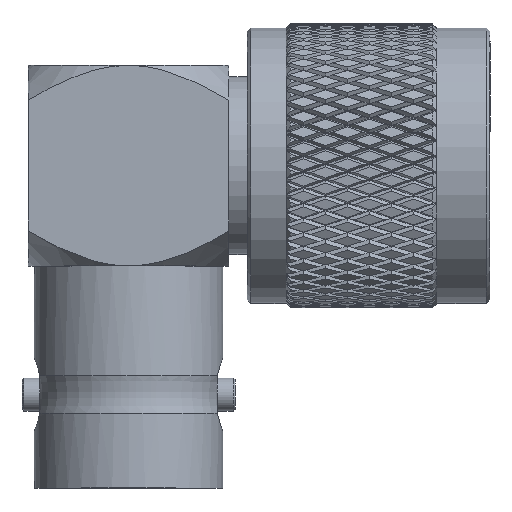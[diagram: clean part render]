
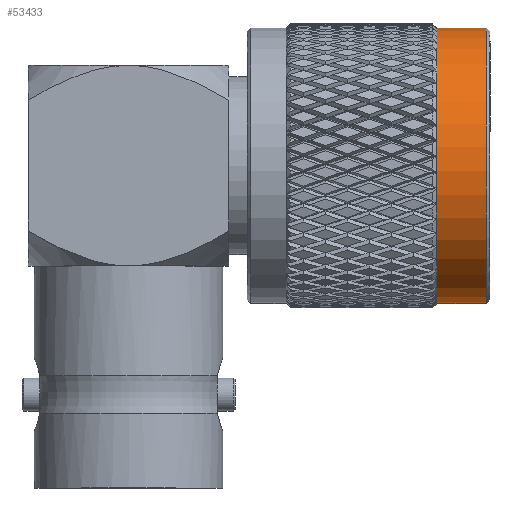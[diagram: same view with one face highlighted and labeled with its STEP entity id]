
A CAD part, top view. The second image highlights one B-rep face of the part: STEP entity #53433.
In plain terms, the highlighted cylindrical face has radius 9.857 mm (diameter 19.715 mm), a full revolution.
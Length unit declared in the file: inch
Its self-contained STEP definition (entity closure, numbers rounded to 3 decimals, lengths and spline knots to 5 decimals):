
#258 = DIRECTION ( 'NONE',  ( -1., 0., 0. ) ) ;
#843 = CIRCLE ( 'NONE', #50924, 0.38809 ) ;
#1409 = ORIENTED_EDGE ( 'NONE', *, *, #45734, .T. ) ;
#3184 = CARTESIAN_POINT ( 'NONE',  ( 1.0075, -0.14819, 0.35868 ) ) ;
#8888 = DIRECTION ( 'NONE',  ( 0., -0.382, 0.924 ) ) ;
#9739 = EDGE_LOOP ( 'NONE', ( #1409 ) ) ;
#16733 = AXIS2_PLACEMENT_3D ( 'NONE', #81800, #258, #47360 ) ;
#19602 = FACE_OUTER_BOUND ( 'NONE', #68369, .T. ) ;
#26494 = AXIS2_PLACEMENT_3D ( 'NONE', #76498, #27724, #8888 ) ;
#27724 = DIRECTION ( 'NONE',  ( 1., 0., 0. ) ) ;
#37268 = VERTEX_POINT ( 'NONE', #70846 ) ;
#42646 = CARTESIAN_POINT ( 'NONE',  ( 0.8675, 0., 0. ) ) ;
#43659 = CIRCLE ( 'NONE', #26494, 0.38809 ) ;
#45734 = EDGE_CURVE ( 'NONE', #37268, #37268, #843, .T. ) ;
#47360 = DIRECTION ( 'NONE',  ( 0., -0.382, 0.924 ) ) ;
#50238 = DIRECTION ( 'NONE',  ( 1., 0., 0. ) ) ;
#50924 = AXIS2_PLACEMENT_3D ( 'NONE', #42646, #50238, #51110 ) ;
#51110 = DIRECTION ( 'NONE',  ( 0., -0.382, 0.924 ) ) ;
#53433 = ADVANCED_FACE ( 'NONE', ( #54508, #19602 ), #67055, .T. ) ;
#54508 = FACE_OUTER_BOUND ( 'NONE', #9739, .T. ) ;
#65235 = ORIENTED_EDGE ( 'NONE', *, *, #73477, .F. ) ;
#67055 = CYLINDRICAL_SURFACE ( 'NONE', #16733, 0.38809 ) ;
#68369 = EDGE_LOOP ( 'NONE', ( #65235 ) ) ;
#70846 = CARTESIAN_POINT ( 'NONE',  ( 0.8675, -0.14819, 0.35868 ) ) ;
#71273 = VERTEX_POINT ( 'NONE', #3184 ) ;
#73477 = EDGE_CURVE ( 'NONE', #71273, #71273, #43659, .T. ) ;
#76498 = CARTESIAN_POINT ( 'NONE',  ( 1.0075, 0., 0. ) ) ;
#81800 = CARTESIAN_POINT ( 'NONE',  ( 0.2425, 0., 0. ) ) ;
